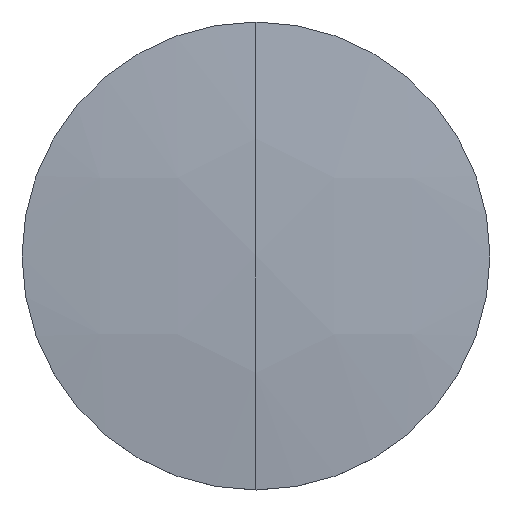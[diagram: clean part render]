
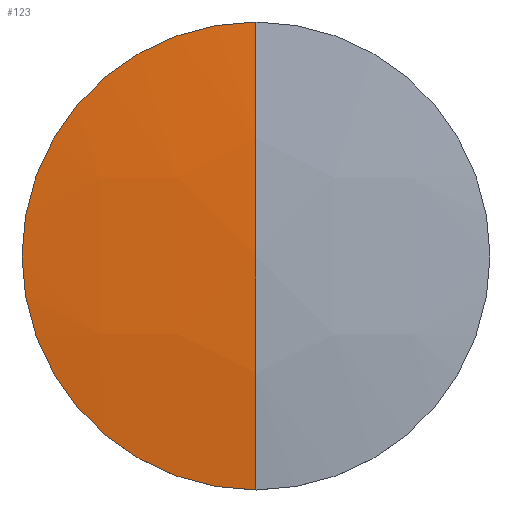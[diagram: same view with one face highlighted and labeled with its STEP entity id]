
A CAD part, top view. The second image highlights one B-rep face of the part: STEP entity #123.
In plain terms, the highlighted free-form (B-spline) face has degree [3, 3] with [4, 4] control points.
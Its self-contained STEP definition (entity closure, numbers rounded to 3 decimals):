
#9 = CARTESIAN_POINT ( 'NONE',  ( -8.567, 8.612, 5.538 ) ) ;
#10 = DIRECTION ( 'NONE',  ( 0., -1., 0. ) ) ;
#11 = DIRECTION ( 'NONE',  ( 0., 0., -1. ) ) ;
#29 = CARTESIAN_POINT ( 'NONE',  ( 0., 8.612, 5.538 ) ) ;
#30 = VERTEX_POINT ( 'NONE', #235 ) ;
#32 = CARTESIAN_POINT ( 'NONE',  ( -8.567, -8.612, 5.538 ) ) ;
#33 = AXIS2_PLACEMENT_3D ( 'NONE', #110, #11, #201 ) ;
#34 = CARTESIAN_POINT ( 'NONE',  ( 0., 0., -201.6 ) ) ;
#49 = EDGE_CURVE ( 'NONE', #164, #215, #89, .T. ) ;
#60 = DIRECTION ( 'NONE',  ( 0., 0., -1. ) ) ;
#68 = CARTESIAN_POINT ( 'NONE',  ( -25.4, 0., 3.433 ) ) ;
#78 = EDGE_CURVE ( 'NONE', #30, #215, #204, .T. ) ;
#81 = CIRCLE ( 'NONE', #33, 25.4 ) ;
#87 = DIRECTION ( 'NONE',  ( 1., 0., 0. ) ) ;
#89 = CIRCLE ( 'NONE', #171, 25.4 ) ;
#96 = EDGE_CURVE ( 'NONE', #30, #164, #81, .T. ) ;
#106 = FACE_OUTER_BOUND ( 'NONE', #238, .T. ) ;
#110 = CARTESIAN_POINT ( 'NONE',  ( 0., 0., 3.433 ) ) ;
#112 = CARTESIAN_POINT ( 'NONE',  ( -8.478, -25.703, 3.395 ) ) ;
#114 = CARTESIAN_POINT ( 'NONE',  ( -17.117, -8.612, 5.007 ) ) ;
#123 = ADVANCED_FACE ( 'NONE', ( #106 ), #199, .T. ) ;
#130 = CARTESIAN_POINT ( 'NONE',  ( 0., 0., 3.433 ) ) ;
#152 = CARTESIAN_POINT ( 'NONE',  ( -16.94, -25.703, 2.87 ) ) ;
#154 = CARTESIAN_POINT ( 'NONE',  ( 0., -25.703, 3.395 ) ) ;
#155 = CARTESIAN_POINT ( 'NONE',  ( -25.353, 25.703, 1.821 ) ) ;
#164 = VERTEX_POINT ( 'NONE', #68 ) ;
#171 = AXIS2_PLACEMENT_3D ( 'NONE', #130, #60, #87 ) ;
#178 = CARTESIAN_POINT ( 'NONE',  ( -17.117, 8.612, 5.007 ) ) ;
#180 = ORIENTED_EDGE ( 'NONE', *, *, #49, .F. ) ;
#198 = CARTESIAN_POINT ( 'NONE',  ( -25.353, -25.703, 1.821 ) ) ;
#199 =( BOUNDED_SURFACE ( )  B_SPLINE_SURFACE ( 3, 3, ( 
 ( #154, #112, #152, #198 ),
 ( #244, #32, #114, #225 ),
 ( #29, #9, #178, #226 ),
 ( #261, #224, #286, #155 ) ),
 .UNSPECIFIED., .F., .F., .F. ) 
 B_SPLINE_SURFACE_WITH_KNOTS ( ( 4, 4 ),
 ( 4, 4 ),
 ( 0., 1. ),
 ( 0., 1. ),
 .UNSPECIFIED. ) 
 GEOMETRIC_REPRESENTATION_ITEM ( )  RATIONAL_B_SPLINE_SURFACE ( (
 ( 1., 0.999, 0.999, 1.),
 ( 0.995, 0.994, 0.994, 0.995),
 ( 0.995, 0.994, 0.994, 0.995),
 ( 1., 0.999, 0.999, 1.) ) ) 
 REPRESENTATION_ITEM ( '' )  SURFACE ( )  );
#201 = DIRECTION ( 'NONE',  ( 1., 0., 0. ) ) ;
#203 = CARTESIAN_POINT ( 'NONE',  ( 0., 25.4, 3.433 ) ) ;
#204 = CIRCLE ( 'NONE', #229, 206.6 ) ;
#215 = VERTEX_POINT ( 'NONE', #203 ) ;
#224 = CARTESIAN_POINT ( 'NONE',  ( -8.478, 25.703, 3.395 ) ) ;
#225 = CARTESIAN_POINT ( 'NONE',  ( -25.618, -8.612, 3.948 ) ) ;
#226 = CARTESIAN_POINT ( 'NONE',  ( -25.618, 8.612, 3.948 ) ) ;
#229 = AXIS2_PLACEMENT_3D ( 'NONE', #34, #281, #10 ) ;
#232 = ORIENTED_EDGE ( 'NONE', *, *, #78, .T. ) ;
#235 = CARTESIAN_POINT ( 'NONE',  ( 0., -25.4, 3.433 ) ) ;
#238 = EDGE_LOOP ( 'NONE', ( #267, #232, #180 ) ) ;
#244 = CARTESIAN_POINT ( 'NONE',  ( 0., -8.612, 5.538 ) ) ;
#261 = CARTESIAN_POINT ( 'NONE',  ( 0., 25.703, 3.395 ) ) ;
#267 = ORIENTED_EDGE ( 'NONE', *, *, #96, .F. ) ;
#281 = DIRECTION ( 'NONE',  ( -1., 0., 0. ) ) ;
#286 = CARTESIAN_POINT ( 'NONE',  ( -16.94, 25.703, 2.87 ) ) ;
